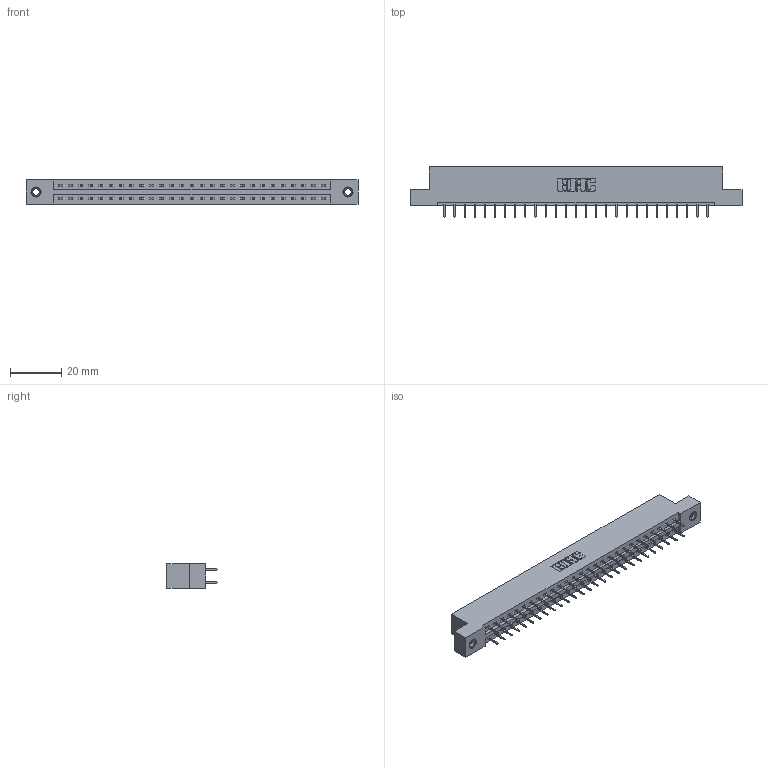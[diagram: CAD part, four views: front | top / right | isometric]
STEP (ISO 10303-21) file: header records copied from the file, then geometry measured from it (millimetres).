
FILE_DESCRIPTION (( 'STEP AP203' ), '1' );
FILE_NAME ('387-054-524-207.STEP', '2018-09-20T22:06:11', ( '' ), ( '' ), 'SwSTEP 2.0', 'SolidWorks 2016', '' );
FILE_SCHEMA (( 'CONFIG_CONTROL_DESIGN' ));
Length unit declared in the file: inch
Products named in the file (4): 337 Part_Flush Mounting Lugs - 0.156 Dia-TI; 345-292-001_345-293-124; 345-250-001_345-250-005-103; 387-054-524-207
Assembly tree (57 placements, depth 2):
  387-054-524-207
    337 Part_Flush Mounting Lugs - 0.156 Dia-TI
    345-292-001_345-293-124  x54
    345-250-001_345-250-005-103  x2
Bounding box: 130 x 19.69 x 9.4 mm (x, y, z)
Volume: 13405.2 mm3; surface area: 14791.8 mm2
Topology: 57 solids, 57 shells, 3306 faces, 9357 edges, 6014 vertices
Faces by surface type: plane 2478, cylinder 812, cone 12, torus 4
Entity records: 24134 total; most frequent: CARTESIAN_POINT 4057, ORIENTED_EDGE 3986, DIRECTION 3511, EDGE_CURVE 1993, VECTOR 1849, LINE 1849, VERTEX_POINT 1320, AXIS2_PLACEMENT_3D 831
